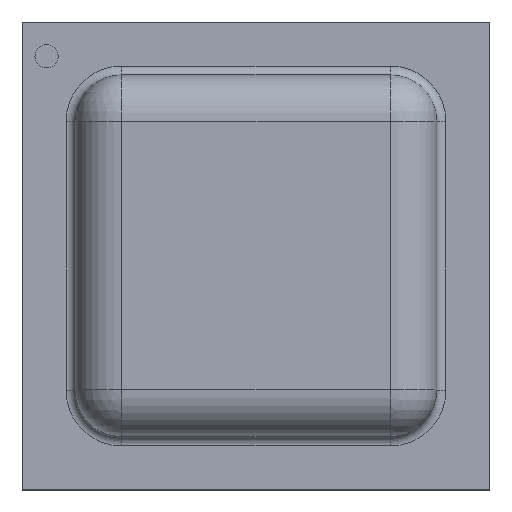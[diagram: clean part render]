
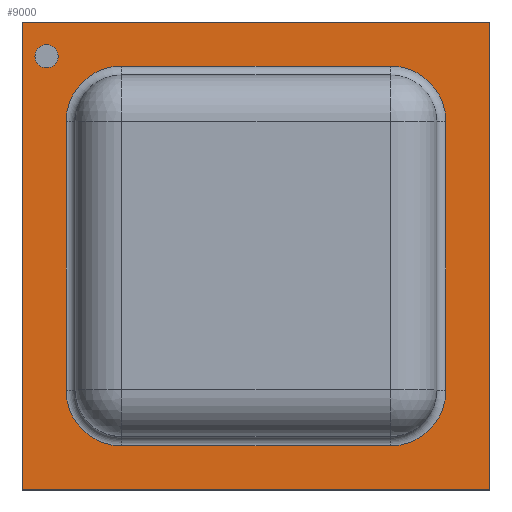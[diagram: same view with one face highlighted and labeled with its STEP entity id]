
A CAD part, top view. The second image highlights one B-rep face of the part: STEP entity #9000.
In plain terms, the highlighted planar face has unit normal (0, 0, 1).
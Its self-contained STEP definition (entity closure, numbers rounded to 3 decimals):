
#322 = CARTESIAN_POINT ( 'NONE',  ( 0., 4.1, 0.8 ) ) ;
#329 = ORIENTED_EDGE ( 'NONE', *, *, #2548, .T. ) ;
#379 = CIRCLE ( 'NONE', #533, 1.2 ) ;
#445 = EDGE_LOOP ( 'NONE', ( #3410, #1191, #329, #7940, #4395, #6697, #563, #5169 ) ) ;
#448 = DIRECTION ( 'NONE',  ( -1., 0., 0. ) ) ;
#533 = AXIS2_PLACEMENT_3D ( 'NONE', #4126, #998, #7653 ) ;
#563 = ORIENTED_EDGE ( 'NONE', *, *, #1657, .T. ) ;
#581 = CARTESIAN_POINT ( 'NONE',  ( 5.05, 5.05, 0.8 ) ) ;
#611 = VECTOR ( 'NONE', #3922, 1000. ) ;
#659 = VECTOR ( 'NONE', #6584, 1000. ) ;
#693 = CARTESIAN_POINT ( 'NONE',  ( -4.27, 4.311, 0.8 ) ) ;
#763 = CARTESIAN_POINT ( 'NONE',  ( 2.9, 4.1, 0.8 ) ) ;
#949 = EDGE_LOOP ( 'NONE', ( #8849, #5283, #1460, #8854 ) ) ;
#998 = DIRECTION ( 'NONE',  ( 0., 0., -1. ) ) ;
#1006 = EDGE_CURVE ( 'NONE', #1508, #4997, #4062, .T. ) ;
#1039 = CIRCLE ( 'NONE', #3356, 1.2 ) ;
#1135 = ORIENTED_EDGE ( 'NONE', *, *, #2223, .F. ) ;
#1191 = ORIENTED_EDGE ( 'NONE', *, *, #8251, .T. ) ;
#1199 = FACE_OUTER_BOUND ( 'NONE', #949, .T. ) ;
#1324 = VERTEX_POINT ( 'NONE', #2589 ) ;
#1425 = CARTESIAN_POINT ( 'NONE',  ( 5.05, 5.05, 0.8 ) ) ;
#1460 = ORIENTED_EDGE ( 'NONE', *, *, #4214, .T. ) ;
#1508 = VERTEX_POINT ( 'NONE', #1425 ) ;
#1549 = CARTESIAN_POINT ( 'NONE',  ( 5.05, -5.05, 0.8 ) ) ;
#1553 = LINE ( 'NONE', #3689, #659 ) ;
#1620 = CARTESIAN_POINT ( 'NONE',  ( -5.05, 5.05, 0.8 ) ) ;
#1657 = EDGE_CURVE ( 'NONE', #1324, #3057, #8429, .T. ) ;
#1719 = LINE ( 'NONE', #9092, #6783 ) ;
#1748 = AXIS2_PLACEMENT_3D ( 'NONE', #8308, #4768, #9146 ) ;
#1849 = LINE ( 'NONE', #322, #3168 ) ;
#1865 = VERTEX_POINT ( 'NONE', #2074 ) ;
#1894 = DIRECTION ( 'NONE',  ( 1., 0., 0. ) ) ;
#2030 = VERTEX_POINT ( 'NONE', #8349 ) ;
#2074 = CARTESIAN_POINT ( 'NONE',  ( -2.9, 4.1, 0.8 ) ) ;
#2086 = VERTEX_POINT ( 'NONE', #763 ) ;
#2158 = LINE ( 'NONE', #581, #7834 ) ;
#2223 = EDGE_CURVE ( 'NONE', #9268, #7730, #8912, .T. ) ;
#2286 = EDGE_CURVE ( 'NONE', #3089, #3058, #8668, .T. ) ;
#2402 = AXIS2_PLACEMENT_3D ( 'NONE', #6194, #6932, #7658 ) ;
#2541 = CARTESIAN_POINT ( 'NONE',  ( -5.05, 5.05, 0.8 ) ) ;
#2548 = EDGE_CURVE ( 'NONE', #1865, #2086, #1849, .T. ) ;
#2557 = CARTESIAN_POINT ( 'NONE',  ( -4.77, 4.311, 0.8 ) ) ;
#2589 = CARTESIAN_POINT ( 'NONE',  ( 2.9, -4.1, 0.8 ) ) ;
#2728 = VERTEX_POINT ( 'NONE', #3723 ) ;
#3057 = VERTEX_POINT ( 'NONE', #6812 ) ;
#3058 = VERTEX_POINT ( 'NONE', #1549 ) ;
#3089 = VERTEX_POINT ( 'NONE', #4636 ) ;
#3117 = DIRECTION ( 'NONE',  ( 0., -1., 0. ) ) ;
#3168 = VECTOR ( 'NONE', #5532, 1000. ) ;
#3356 = AXIS2_PLACEMENT_3D ( 'NONE', #6447, #7932, #4390 ) ;
#3410 = ORIENTED_EDGE ( 'NONE', *, *, #7628, .T. ) ;
#3481 = CARTESIAN_POINT ( 'NONE',  ( -5.05, 5.05, 0.8 ) ) ;
#3492 = VECTOR ( 'NONE', #3117, 1000. ) ;
#3534 = AXIS2_PLACEMENT_3D ( 'NONE', #9093, #7716, #3597 ) ;
#3597 = DIRECTION ( 'NONE',  ( 1., 0., 0. ) ) ;
#3689 = CARTESIAN_POINT ( 'NONE',  ( -4.1, 0., 0.8 ) ) ;
#3723 = CARTESIAN_POINT ( 'NONE',  ( -4.1, 2.9, 0.8 ) ) ;
#3828 = DIRECTION ( 'NONE',  ( 0., 0., -1. ) ) ;
#3849 = EDGE_CURVE ( 'NONE', #6327, #7811, #1719, .T. ) ;
#3858 = DIRECTION ( 'NONE',  ( 0., -1., 0. ) ) ;
#3920 = CIRCLE ( 'NONE', #1748, 1.2 ) ;
#3922 = DIRECTION ( 'NONE',  ( -1., 0., 0. ) ) ;
#3935 = VECTOR ( 'NONE', #8619, 1000. ) ;
#4062 = LINE ( 'NONE', #3481, #4479 ) ;
#4126 = CARTESIAN_POINT ( 'NONE',  ( -2.9, 2.9, 0.8 ) ) ;
#4214 = EDGE_CURVE ( 'NONE', #4997, #3089, #7608, .T. ) ;
#4324 = CIRCLE ( 'NONE', #8998, 1.2 ) ;
#4390 = DIRECTION ( 'NONE',  ( 1., 0., 0. ) ) ;
#4395 = ORIENTED_EDGE ( 'NONE', *, *, #3849, .T. ) ;
#4479 = VECTOR ( 'NONE', #448, 1000. ) ;
#4500 = ORIENTED_EDGE ( 'NONE', *, *, #6495, .F. ) ;
#4532 = CARTESIAN_POINT ( 'NONE',  ( 0., -4.1, 0.8 ) ) ;
#4615 = EDGE_CURVE ( 'NONE', #7811, #1324, #1039, .T. ) ;
#4636 = CARTESIAN_POINT ( 'NONE',  ( -5.05, -5.05, 0.8 ) ) ;
#4734 = DIRECTION ( 'NONE',  ( 1., 0., 0. ) ) ;
#4768 = DIRECTION ( 'NONE',  ( 0., 0., -1. ) ) ;
#4997 = VERTEX_POINT ( 'NONE', #2541 ) ;
#5169 = ORIENTED_EDGE ( 'NONE', *, *, #5477, .T. ) ;
#5283 = ORIENTED_EDGE ( 'NONE', *, *, #1006, .T. ) ;
#5477 = EDGE_CURVE ( 'NONE', #3057, #2030, #4324, .T. ) ;
#5532 = DIRECTION ( 'NONE',  ( 1., 0., 0. ) ) ;
#5569 = AXIS2_PLACEMENT_3D ( 'NONE', #5943, #6962, #1894 ) ;
#5943 = CARTESIAN_POINT ( 'NONE',  ( -4.52, 4.311, 0.8 ) ) ;
#5966 = FACE_BOUND ( 'NONE', #7284, .T. ) ;
#6194 = CARTESIAN_POINT ( 'NONE',  ( -4.52, 4.311, 0.8 ) ) ;
#6327 = VERTEX_POINT ( 'NONE', #8463 ) ;
#6447 = CARTESIAN_POINT ( 'NONE',  ( 2.9, -2.9, 0.8 ) ) ;
#6495 = EDGE_CURVE ( 'NONE', #7730, #9268, #8143, .T. ) ;
#6584 = DIRECTION ( 'NONE',  ( 0., 1., 0. ) ) ;
#6697 = ORIENTED_EDGE ( 'NONE', *, *, #4615, .T. ) ;
#6783 = VECTOR ( 'NONE', #3858, 1000. ) ;
#6812 = CARTESIAN_POINT ( 'NONE',  ( -2.9, -4.1, 0.8 ) ) ;
#6899 = EDGE_CURVE ( 'NONE', #2086, #6327, #3920, .T. ) ;
#6932 = DIRECTION ( 'NONE',  ( 0., 0., 1. ) ) ;
#6962 = DIRECTION ( 'NONE',  ( 0., 0., 1. ) ) ;
#7053 = EDGE_CURVE ( 'NONE', #3058, #1508, #2158, .T. ) ;
#7218 = PLANE ( 'NONE',  #3534 ) ;
#7284 = EDGE_LOOP ( 'NONE', ( #1135, #4500 ) ) ;
#7608 = LINE ( 'NONE', #1620, #3492 ) ;
#7628 = EDGE_CURVE ( 'NONE', #2030, #2728, #1553, .T. ) ;
#7653 = DIRECTION ( 'NONE',  ( 1., 0., 0. ) ) ;
#7658 = DIRECTION ( 'NONE',  ( 1., 0., 0. ) ) ;
#7716 = DIRECTION ( 'NONE',  ( 0., 0., 1. ) ) ;
#7730 = VERTEX_POINT ( 'NONE', #2557 ) ;
#7811 = VERTEX_POINT ( 'NONE', #7822 ) ;
#7822 = CARTESIAN_POINT ( 'NONE',  ( 4.1, -2.9, 0.8 ) ) ;
#7834 = VECTOR ( 'NONE', #8721, 1000. ) ;
#7853 = CARTESIAN_POINT ( 'NONE',  ( -5.05, -5.05, 0.8 ) ) ;
#7932 = DIRECTION ( 'NONE',  ( 0., 0., -1. ) ) ;
#7940 = ORIENTED_EDGE ( 'NONE', *, *, #6899, .T. ) ;
#8143 = CIRCLE ( 'NONE', #5569, 0.25 ) ;
#8180 = CARTESIAN_POINT ( 'NONE',  ( -2.9, -2.9, 0.8 ) ) ;
#8251 = EDGE_CURVE ( 'NONE', #2728, #1865, #379, .T. ) ;
#8308 = CARTESIAN_POINT ( 'NONE',  ( 2.9, 2.9, 0.8 ) ) ;
#8349 = CARTESIAN_POINT ( 'NONE',  ( -4.1, -2.9, 0.8 ) ) ;
#8429 = LINE ( 'NONE', #4532, #611 ) ;
#8463 = CARTESIAN_POINT ( 'NONE',  ( 4.1, 2.9, 0.8 ) ) ;
#8619 = DIRECTION ( 'NONE',  ( 1., 0., 0. ) ) ;
#8668 = LINE ( 'NONE', #7853, #3935 ) ;
#8721 = DIRECTION ( 'NONE',  ( 0., 1., 0. ) ) ;
#8849 = ORIENTED_EDGE ( 'NONE', *, *, #7053, .T. ) ;
#8854 = ORIENTED_EDGE ( 'NONE', *, *, #2286, .T. ) ;
#8858 = FACE_BOUND ( 'NONE', #445, .T. ) ;
#8912 = CIRCLE ( 'NONE', #2402, 0.25 ) ;
#8998 = AXIS2_PLACEMENT_3D ( 'NONE', #8180, #3828, #4734 ) ;
#9000 = ADVANCED_FACE ( 'NONE', ( #5966, #8858, #1199 ), #7218, .T. ) ;
#9092 = CARTESIAN_POINT ( 'NONE',  ( 4.1, 0., 0.8 ) ) ;
#9093 = CARTESIAN_POINT ( 'NONE',  ( 0., 0., 0.8 ) ) ;
#9146 = DIRECTION ( 'NONE',  ( 1., 0., 0. ) ) ;
#9268 = VERTEX_POINT ( 'NONE', #693 ) ;
